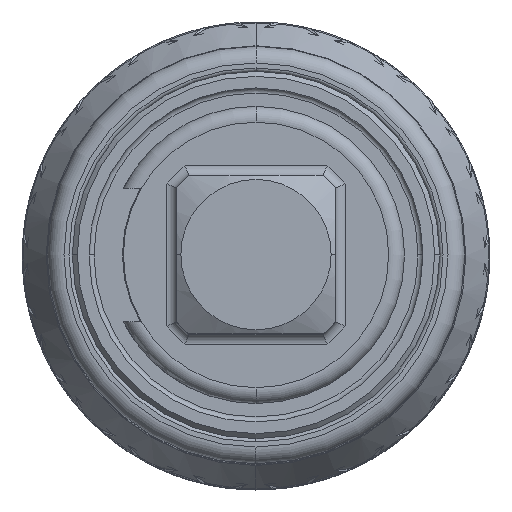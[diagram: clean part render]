
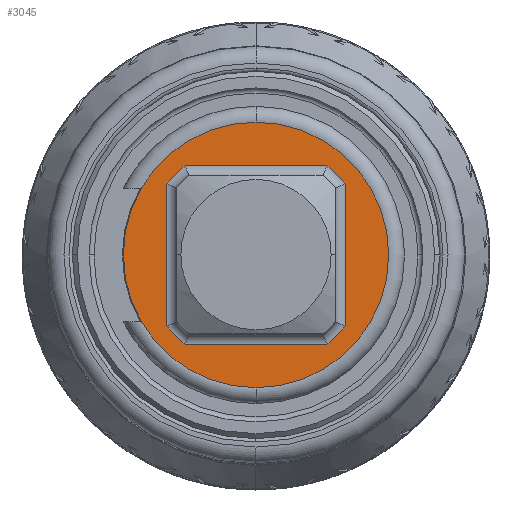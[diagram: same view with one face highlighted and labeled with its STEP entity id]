
A CAD part, top view. The second image highlights one B-rep face of the part: STEP entity #3045.
In plain terms, the highlighted planar face has unit normal (0, 0, 1).
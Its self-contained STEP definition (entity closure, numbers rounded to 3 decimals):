
#2033=CARTESIAN_POINT('',(0.,0.,64.5));
#2034=DIRECTION('',(0.,0.,-1.));
#2035=DIRECTION('',(1.,0.,0.));
#2036=AXIS2_PLACEMENT_3D('',#2033,#2034,#2035);
#2167=CARTESIAN_POINT('',(0.,0.,64.5));
#2168=DIRECTION('',(0.,0.,-1.));
#2169=DIRECTION('',(-1.,0.,0.));
#2170=AXIS2_PLACEMENT_3D('',#2167,#2168,#2169);
#2274=CARTESIAN_POINT('',(0.,0.,64.5));
#2275=DIRECTION('',(0.,0.,1.));
#2276=DIRECTION('',(0.784,0.621,0.));
#2277=AXIS2_PLACEMENT_3D('',#2274,#2275,#2276);
#2279=DIRECTION('',(-1.,0.,0.));
#2280=VECTOR('',#2279,8.48);
#2281=CARTESIAN_POINT('',(4.24,5.348,64.5));
#2282=LINE('',#2281,#2280);
#2283=CARTESIAN_POINT('',(0.,0.,64.5));
#2284=DIRECTION('',(0.,0.,1.));
#2285=DIRECTION('',(-0.621,0.784,0.));
#2286=AXIS2_PLACEMENT_3D('',#2283,#2284,#2285);
#2288=DIRECTION('',(0.,-1.,0.));
#2289=VECTOR('',#2288,8.48);
#2290=CARTESIAN_POINT('',(-5.348,4.24,64.5));
#2291=LINE('',#2290,#2289);
#2292=CARTESIAN_POINT('',(0.,0.,64.5));
#2293=DIRECTION('',(0.,0.,1.));
#2294=DIRECTION('',(-0.784,-0.621,0.));
#2295=AXIS2_PLACEMENT_3D('',#2292,#2293,#2294);
#2297=DIRECTION('',(1.,0.,0.));
#2298=VECTOR('',#2297,8.48);
#2299=CARTESIAN_POINT('',(-4.24,-5.348,64.5));
#2300=LINE('',#2299,#2298);
#2301=CARTESIAN_POINT('',(0.,0.,64.5));
#2302=DIRECTION('',(0.,0.,1.));
#2303=DIRECTION('',(0.621,-0.784,0.));
#2304=AXIS2_PLACEMENT_3D('',#2301,#2302,#2303);
#2306=DIRECTION('',(0.,1.,0.));
#2307=VECTOR('',#2306,8.48);
#2308=CARTESIAN_POINT('',(5.348,-4.24,64.5));
#2309=LINE('',#2308,#2307);
#2764=CARTESIAN_POINT('',(7.947,0.,64.5));
#2765=CARTESIAN_POINT('',(-7.947,0.,64.5));
#2766=VERTEX_POINT('',#2764);
#2767=VERTEX_POINT('',#2765);
#2768=CARTESIAN_POINT('',(5.348,4.24,64.5));
#2769=CARTESIAN_POINT('',(4.24,5.348,64.5));
#2770=VERTEX_POINT('',#2768);
#2771=VERTEX_POINT('',#2769);
#2772=CARTESIAN_POINT('',(-4.24,5.348,64.5));
#2773=VERTEX_POINT('',#2772);
#2774=CARTESIAN_POINT('',(-5.348,4.24,64.5));
#2775=VERTEX_POINT('',#2774);
#2776=CARTESIAN_POINT('',(-5.348,-4.24,64.5));
#2777=VERTEX_POINT('',#2776);
#2778=CARTESIAN_POINT('',(-4.24,-5.348,64.5));
#2779=VERTEX_POINT('',#2778);
#2780=CARTESIAN_POINT('',(4.24,-5.348,64.5));
#2781=VERTEX_POINT('',#2780);
#2782=CARTESIAN_POINT('',(5.348,-4.24,64.5));
#2783=VERTEX_POINT('',#2782);
#3018=CARTESIAN_POINT('',(0.,0.,64.5));
#3019=DIRECTION('',(0.,0.,1.));
#3020=DIRECTION('',(0.,-1.,0.));
#3021=AXIS2_PLACEMENT_3D('',#3018,#3019,#3020);
#3022=PLANE('',#3021);
#3023=ORIENTED_EDGE('',*,*,#2809,.T.);
#3024=ORIENTED_EDGE('',*,*,#2962,.T.);
#3025=EDGE_LOOP('',(#3023,#3024));
#3026=FACE_OUTER_BOUND('',#3025,.F.);
#3028=ORIENTED_EDGE('',*,*,#3027,.T.);
#3030=ORIENTED_EDGE('',*,*,#3029,.T.);
#3032=ORIENTED_EDGE('',*,*,#3031,.T.);
#3034=ORIENTED_EDGE('',*,*,#3033,.T.);
#3036=ORIENTED_EDGE('',*,*,#3035,.T.);
#3038=ORIENTED_EDGE('',*,*,#3037,.T.);
#3040=ORIENTED_EDGE('',*,*,#3039,.T.);
#3042=ORIENTED_EDGE('',*,*,#3041,.T.);
#3043=EDGE_LOOP('',(#3028,#3030,#3032,#3034,#3036,#3038,#3040,#3042));
#3044=FACE_BOUND('',#3043,.F.);
#3045=ADVANCED_FACE('',(#3026,#3044),#3022,.T.);
#2037=CIRCLE('',#2036,7.947);
#2171=CIRCLE('',#2170,7.947);
#2278=CIRCLE('',#2277,6.825);
#2287=CIRCLE('',#2286,6.825);
#2296=CIRCLE('',#2295,6.825);
#2305=CIRCLE('',#2304,6.825);
#2809=EDGE_CURVE('',#2766,#2767,#2037,.T.);
#2962=EDGE_CURVE('',#2767,#2766,#2171,.T.);
#3027=EDGE_CURVE('',#2770,#2771,#2278,.T.);
#3029=EDGE_CURVE('',#2771,#2773,#2282,.T.);
#3031=EDGE_CURVE('',#2773,#2775,#2287,.T.);
#3033=EDGE_CURVE('',#2775,#2777,#2291,.T.);
#3035=EDGE_CURVE('',#2777,#2779,#2296,.T.);
#3037=EDGE_CURVE('',#2779,#2781,#2300,.T.);
#3039=EDGE_CURVE('',#2781,#2783,#2305,.T.);
#3041=EDGE_CURVE('',#2783,#2770,#2309,.T.);
